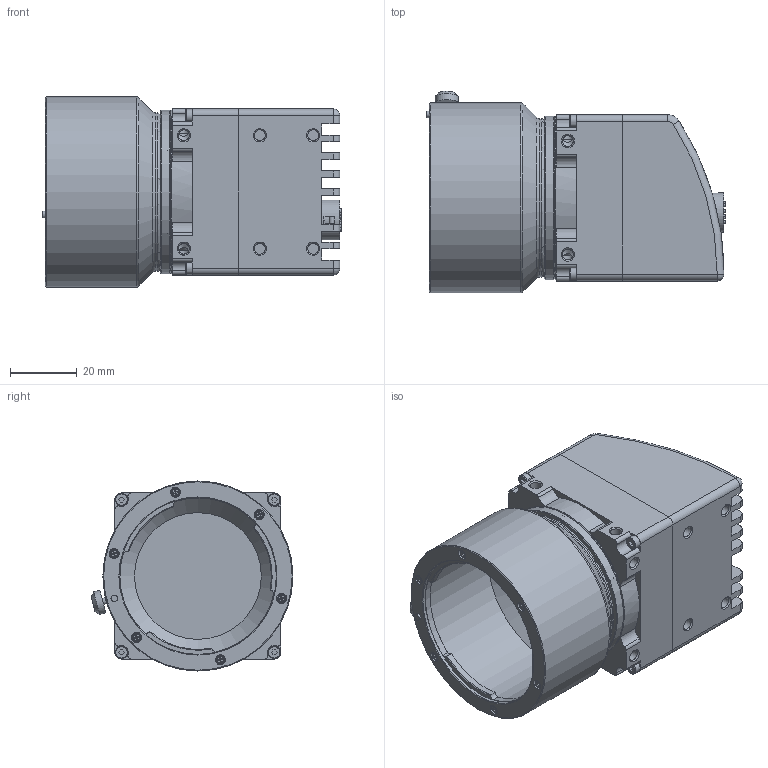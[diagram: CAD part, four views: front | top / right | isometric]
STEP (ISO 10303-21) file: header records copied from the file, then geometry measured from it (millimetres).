
FILE_DESCRIPTION( ( 'STEP AP214' ), '1' );
FILE_NAME( 'BALLUFF BVS CA-SF4-0169ZG-1Q1120-001.stp', '2022-02-11T09:29:12', ( 'License CC BY-ND 4.0' ), ( 'CADENAS' ), ' ', 'PARTsolutions', ' ' );
FILE_SCHEMA( ( 'AUTOMOTIVE_DESIGN { 1 0 10303 214 1 1 1 1 }' ) );
Length unit declared in the file: millimetre
Products named in the file (3): BALLUFF BVS CA-SF4-0169ZG-1Q1120-001; _BALLUFF SF412_housing; _BALLUFF SF4Q_lensholder
Assembly tree (2 placements, depth 2):
  BALLUFF BVS CA-SF4-0169ZG-1Q1120-001
    _BALLUFF SF412_housing
    _BALLUFF SF4Q_lensholder
Bounding box: 89.52 x 60.55 x 57 mm (x, y, z)
Volume: 130120.7 mm3; surface area: 36872.8 mm2
Topology: 2 solids, 2 shells, 661 faces, 1665 edges, 1085 vertices
Faces by surface type: plane 400, cylinder 193, cone 43, torus 17, bspline 6, sphere 2
Full cylindrical faces by diameter (mm): 0.8 x12, 1.6 x2, 1.9 x1, 2 x1, 2.2 x1, 3 x12, 3.2 x6, 3.242 x12, 3.8 x5, 7 x1, 11.9 x1, 14 x1, 14.5 x1, 38 x1, 47 x1, 47.5 x2, 49 x2, 57 x1
Entity records: 24740 total; most frequent: CARTESIAN_POINT 3710, DIRECTION 3304, ORIENTED_EDGE 3068, EDGE_CURVE 1534, AXIS2_PLACEMENT_3D 1159, VERTEX_POINT 1065, LINE 986, VECTOR 986
